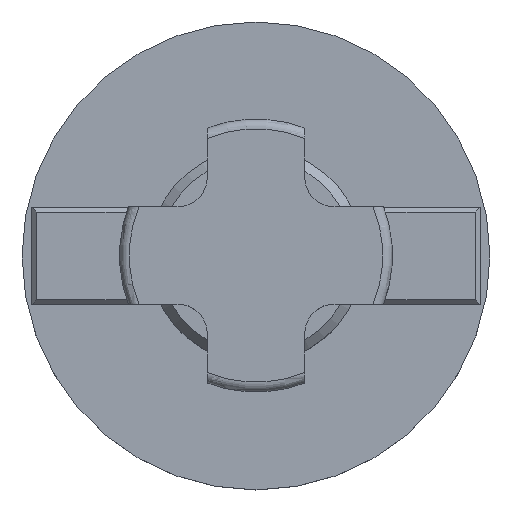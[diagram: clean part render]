
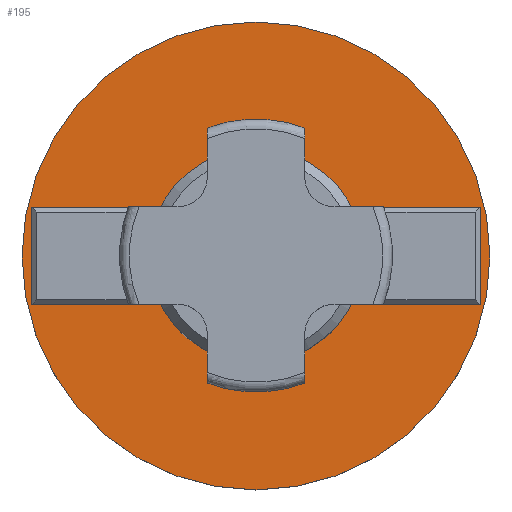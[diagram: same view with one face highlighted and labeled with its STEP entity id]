
A CAD part, top view. The second image highlights one B-rep face of the part: STEP entity #195.
In plain terms, the highlighted planar face has unit normal (0, 0, 1).
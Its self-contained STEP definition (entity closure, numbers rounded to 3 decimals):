
#138=PLANE('',#1475);
#195=ADVANCED_FACE('',(#519,#520,#521,#522),#138,.T.);
#356=LINE('',#2480,#442);
#357=LINE('',#2483,#443);
#358=LINE('',#2485,#444);
#359=LINE('',#2487,#445);
#360=LINE('',#2488,#446);
#361=LINE('',#2491,#447);
#362=LINE('',#2493,#448);
#363=LINE('',#2495,#449);
#442=VECTOR('',#1695,1.);
#443=VECTOR('',#1696,1.);
#444=VECTOR('',#1697,1.);
#445=VECTOR('',#1698,1.);
#446=VECTOR('',#1699,1.);
#447=VECTOR('',#1700,1.);
#448=VECTOR('',#1701,1.);
#449=VECTOR('',#1702,1.);
#519=FACE_BOUND('',#570,.T.);
#520=FACE_BOUND('',#571,.T.);
#521=FACE_BOUND('',#572,.T.);
#522=FACE_BOUND('',#573,.T.);
#570=EDGE_LOOP('',(#749,#750,#751,#752));
#571=EDGE_LOOP('',(#753,#754,#755,#756));
#572=EDGE_LOOP('',(#757));
#573=EDGE_LOOP('',(#758));
#749=ORIENTED_EDGE('',*,*,#1248,.F.);
#750=ORIENTED_EDGE('',*,*,#1249,.F.);
#751=ORIENTED_EDGE('',*,*,#1250,.F.);
#752=ORIENTED_EDGE('',*,*,#1251,.F.);
#753=ORIENTED_EDGE('',*,*,#1252,.F.);
#754=ORIENTED_EDGE('',*,*,#1253,.F.);
#755=ORIENTED_EDGE('',*,*,#1254,.F.);
#756=ORIENTED_EDGE('',*,*,#1255,.F.);
#757=ORIENTED_EDGE('',*,*,#1247,.T.);
#758=ORIENTED_EDGE('',*,*,#1166,.F.);
#1036=VERTEX_POINT('',#1917);
#1101=VERTEX_POINT('',#2478);
#1102=VERTEX_POINT('',#2481);
#1103=VERTEX_POINT('',#2482);
#1104=VERTEX_POINT('',#2484);
#1105=VERTEX_POINT('',#2486);
#1106=VERTEX_POINT('',#2489);
#1107=VERTEX_POINT('',#2490);
#1108=VERTEX_POINT('',#2492);
#1109=VERTEX_POINT('',#2494);
#1166=EDGE_CURVE('',#1036,#1036,#1361,.T.);
#1247=EDGE_CURVE('',#1101,#1101,#1394,.T.);
#1248=EDGE_CURVE('',#1102,#1103,#356,.T.);
#1249=EDGE_CURVE('',#1104,#1102,#357,.T.);
#1250=EDGE_CURVE('',#1105,#1104,#358,.T.);
#1251=EDGE_CURVE('',#1103,#1105,#359,.T.);
#1252=EDGE_CURVE('',#1106,#1107,#360,.T.);
#1253=EDGE_CURVE('',#1108,#1106,#361,.T.);
#1254=EDGE_CURVE('',#1109,#1108,#362,.T.);
#1255=EDGE_CURVE('',#1107,#1109,#363,.T.);
#1361=CIRCLE('',#1419,11.);
#1394=CIRCLE('',#1473,24.);
#1419=AXIS2_PLACEMENT_3D('',#1916,#1557,#1558);
#1473=AXIS2_PLACEMENT_3D('',#2477,#1691,#1692);
#1475=AXIS2_PLACEMENT_3D('',#2496,#1703,#1704);
#1557=DIRECTION('',(0.,0.,1.));
#1558=DIRECTION('',(1.,0.,0.));
#1691=DIRECTION('',(0.,0.,1.));
#1692=DIRECTION('',(1.,0.,0.));
#1695=DIRECTION('',(0.,1.,0.));
#1696=DIRECTION('',(1.,0.,0.));
#1697=DIRECTION('',(0.,-1.,0.));
#1698=DIRECTION('',(-1.,0.,0.));
#1699=DIRECTION('',(1.,0.,0.));
#1700=DIRECTION('',(0.,-1.,0.));
#1701=DIRECTION('',(-1.,0.,0.));
#1702=DIRECTION('',(0.,1.,0.));
#1703=DIRECTION('',(0.,0.,1.));
#1704=DIRECTION('',(1.,0.,0.));
#1916=CARTESIAN_POINT('',(0.,0.,17.));
#1917=CARTESIAN_POINT('',(11.,0.,17.));
#2477=CARTESIAN_POINT('',(0.,0.,17.));
#2478=CARTESIAN_POINT('',(24.,0.,17.));
#2480=CARTESIAN_POINT('',(23.,-11.,17.));
#2481=CARTESIAN_POINT('',(23.,-5.,17.));
#2482=CARTESIAN_POINT('',(23.,5.,17.));
#2483=CARTESIAN_POINT('',(0.,-5.,17.));
#2484=CARTESIAN_POINT('',(12.,-5.,17.));
#2485=CARTESIAN_POINT('',(12.,-11.,17.));
#2486=CARTESIAN_POINT('',(12.,5.,17.));
#2487=CARTESIAN_POINT('',(0.,5.,17.));
#2488=CARTESIAN_POINT('',(0.,-5.,17.));
#2489=CARTESIAN_POINT('',(-23.,-5.,17.));
#2490=CARTESIAN_POINT('',(-12.,-5.,17.));
#2491=CARTESIAN_POINT('',(-23.,-11.,17.));
#2492=CARTESIAN_POINT('',(-23.,5.,17.));
#2493=CARTESIAN_POINT('',(0.,5.,17.));
#2494=CARTESIAN_POINT('',(-12.,5.,17.));
#2495=CARTESIAN_POINT('',(-12.,-11.,17.));
#2496=CARTESIAN_POINT('',(0.,-11.,17.));
